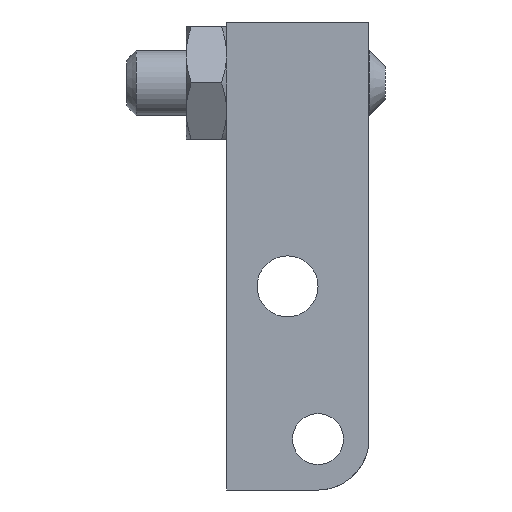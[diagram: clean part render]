
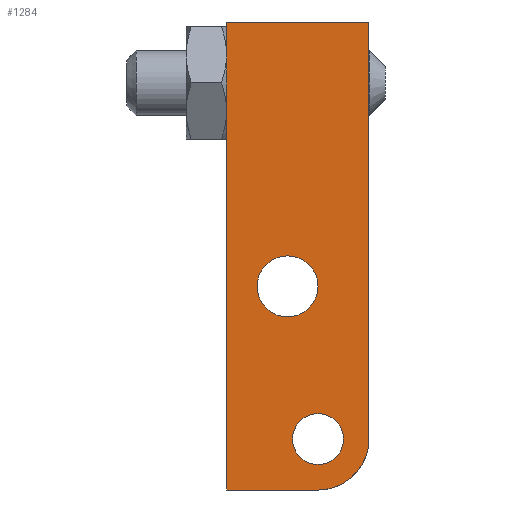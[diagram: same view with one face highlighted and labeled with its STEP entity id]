
A CAD part, left-side view. The second image highlights one B-rep face of the part: STEP entity #1284.
In plain terms, the highlighted planar face has unit normal (-1, 0, 0).
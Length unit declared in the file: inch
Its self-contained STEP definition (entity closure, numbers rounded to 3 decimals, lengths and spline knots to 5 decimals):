
#16=CARTESIAN_POINT('',(-0.236,0.197,0.197));
#17=DIRECTION('',(1.,0.,0.));
#18=DIRECTION('',(0.,0.,-1.));
#19=AXIS2_PLACEMENT_3D('',#16,#17,#18);
#25=CARTESIAN_POINT('',(-0.236,0.197,0.197));
#26=DIRECTION('',(1.,0.,0.));
#27=DIRECTION('',(0.,0.,1.));
#28=AXIS2_PLACEMENT_3D('',#25,#26,#27);
#33=CARTESIAN_POINT('',(-0.236,0.315,0.788));
#34=DIRECTION('',(1.,0.,0.));
#35=DIRECTION('',(0.,0.,-1.));
#36=AXIS2_PLACEMENT_3D('',#33,#34,#35);
#41=CARTESIAN_POINT('',(-0.236,0.315,0.788));
#42=DIRECTION('',(1.,0.,0.));
#43=DIRECTION('',(0.,0.,1.));
#44=AXIS2_PLACEMENT_3D('',#41,#42,#43);
#49=DIRECTION('',(0.,-1.,0.));
#50=VECTOR('',#49,0.551);
#51=CARTESIAN_POINT('',(-0.236,0.551,1.811));
#52=LINE('',#51,#50);
#56=DIRECTION('',(0.,0.,-1.));
#57=VECTOR('',#56,1.614);
#58=CARTESIAN_POINT('',(-0.236,0.,1.811));
#59=LINE('',#58,#57);
#63=CARTESIAN_POINT('',(-0.236,0.197,0.197));
#64=DIRECTION('',(-1.,0.,0.));
#65=DIRECTION('',(0.,0.,-1.));
#66=AXIS2_PLACEMENT_3D('',#63,#64,#65);
#71=DIRECTION('',(0.,1.,0.));
#72=VECTOR('',#71,0.354);
#73=CARTESIAN_POINT('',(-0.236,0.197,0.));
#74=LINE('',#73,#72);
#235=DIRECTION('',(0.,0.,-1.));
#236=VECTOR('',#235,1.811);
#237=CARTESIAN_POINT('',(-0.236,0.551,1.811));
#238=LINE('',#237,#236);
#1105=CARTESIAN_POINT('',(-0.236,0.551,1.811));
#1106=CARTESIAN_POINT('',(-0.236,0.,1.811));
#1107=VERTEX_POINT('',#1105);
#1108=VERTEX_POINT('',#1106);
#1113=CARTESIAN_POINT('',(-0.236,0.551,0.));
#1115=VERTEX_POINT('',#1113);
#1117=CARTESIAN_POINT('',(-0.236,0.197,0.0985));
#1118=CARTESIAN_POINT('',(-0.236,0.197,0.2955));
#1119=VERTEX_POINT('',#1117);
#1120=VERTEX_POINT('',#1118);
#1125=CARTESIAN_POINT('',(-0.236,0.315,0.67));
#1126=CARTESIAN_POINT('',(-0.236,0.315,0.906));
#1127=VERTEX_POINT('',#1125);
#1128=VERTEX_POINT('',#1126);
#1133=CARTESIAN_POINT('',(-0.236,0.197,0.));
#1134=CARTESIAN_POINT('',(-0.236,0.,0.197));
#1135=VERTEX_POINT('',#1133);
#1136=VERTEX_POINT('',#1134);
#1255=CARTESIAN_POINT('',(-0.236,0.,0.));
#1256=DIRECTION('',(1.,0.,0.));
#1257=DIRECTION('',(0.,0.,-1.));
#1258=AXIS2_PLACEMENT_3D('',#1255,#1256,#1257);
#1259=PLANE('',#1258);
#1261=ORIENTED_EDGE('',*,*,#1260,.F.);
#1263=ORIENTED_EDGE('',*,*,#1262,.T.);
#1265=ORIENTED_EDGE('',*,*,#1264,.T.);
#1267=ORIENTED_EDGE('',*,*,#1266,.F.);
#1269=ORIENTED_EDGE('',*,*,#1268,.T.);
#1270=EDGE_LOOP('',(#1261,#1263,#1265,#1267,#1269));
#1271=FACE_OUTER_BOUND('',#1270,.F.);
#1273=ORIENTED_EDGE('',*,*,#1272,.F.);
#1275=ORIENTED_EDGE('',*,*,#1274,.F.);
#1276=EDGE_LOOP('',(#1273,#1275));
#1277=FACE_BOUND('',#1276,.F.);
#1279=ORIENTED_EDGE('',*,*,#1278,.F.);
#1281=ORIENTED_EDGE('',*,*,#1280,.F.);
#1282=EDGE_LOOP('',(#1279,#1281));
#1283=FACE_BOUND('',#1282,.F.);
#20=CIRCLE('',#19,0.0985);
#29=CIRCLE('',#28,0.0985);
#37=CIRCLE('',#36,0.118);
#45=CIRCLE('',#44,0.118);
#67=CIRCLE('',#66,0.197);
#1260=EDGE_CURVE('',#1107,#1115,#238,.T.);
#1262=EDGE_CURVE('',#1107,#1108,#52,.T.);
#1264=EDGE_CURVE('',#1108,#1136,#59,.T.);
#1266=EDGE_CURVE('',#1135,#1136,#67,.T.);
#1268=EDGE_CURVE('',#1135,#1115,#74,.T.);
#1272=EDGE_CURVE('',#1127,#1128,#37,.T.);
#1274=EDGE_CURVE('',#1128,#1127,#45,.T.);
#1278=EDGE_CURVE('',#1119,#1120,#20,.T.);
#1280=EDGE_CURVE('',#1120,#1119,#29,.T.);
#1284=ADVANCED_FACE('',(#1271,#1277,#1283),#1259,.F.);
